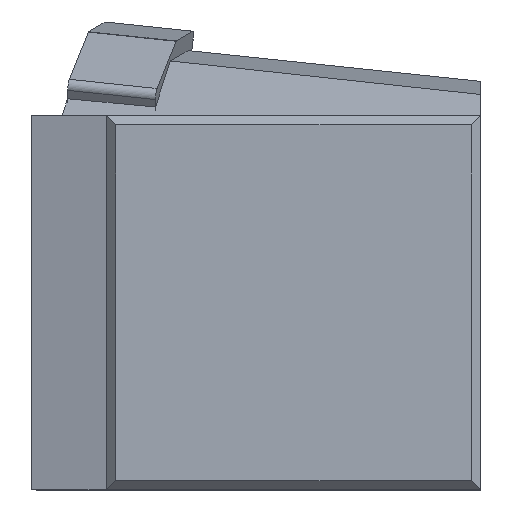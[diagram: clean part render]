
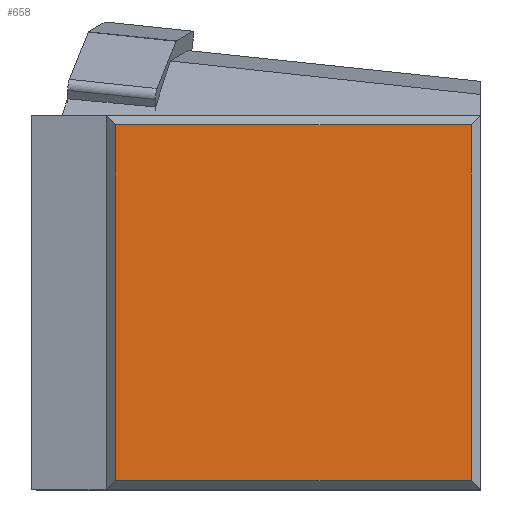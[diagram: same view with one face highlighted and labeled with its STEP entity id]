
A CAD part, left-side view. The second image highlights one B-rep face of the part: STEP entity #658.
In plain terms, the highlighted face is planar.
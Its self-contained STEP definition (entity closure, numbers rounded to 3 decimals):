
#104=DIRECTION('',(-1.,0.,0.));
#105=VECTOR('',#104,19.);
#106=CARTESIAN_POINT('',(19.5,19.5,0.));
#107=LINE('',#106,#105);
#111=DIRECTION('',(0.,1.,0.));
#112=VECTOR('',#111,19.);
#113=CARTESIAN_POINT('',(19.5,0.5,0.));
#114=LINE('',#113,#112);
#118=DIRECTION('',(1.,0.,0.));
#119=VECTOR('',#118,19.);
#120=CARTESIAN_POINT('',(0.5,0.5,0.));
#121=LINE('',#120,#119);
#125=DIRECTION('',(0.,-1.,0.));
#126=VECTOR('',#125,19.);
#127=CARTESIAN_POINT('',(0.5,19.5,0.));
#128=LINE('',#127,#126);
#573=CARTESIAN_POINT('',(19.5,19.5,0.));
#574=CARTESIAN_POINT('',(0.5,19.5,0.));
#575=VERTEX_POINT('',#573);
#576=VERTEX_POINT('',#574);
#583=CARTESIAN_POINT('',(0.5,0.5,0.));
#584=VERTEX_POINT('',#583);
#587=CARTESIAN_POINT('',(19.5,0.5,0.));
#588=VERTEX_POINT('',#587);
#643=CARTESIAN_POINT('',(0.,0.,0.));
#644=DIRECTION('',(0.,0.,-1.));
#645=DIRECTION('',(0.,1.,0.));
#646=AXIS2_PLACEMENT_3D('',#643,#644,#645);
#647=PLANE('',#646);
#649=ORIENTED_EDGE('',*,*,#648,.F.);
#651=ORIENTED_EDGE('',*,*,#650,.F.);
#653=ORIENTED_EDGE('',*,*,#652,.F.);
#655=ORIENTED_EDGE('',*,*,#654,.F.);
#656=EDGE_LOOP('',(#649,#651,#653,#655));
#657=FACE_OUTER_BOUND('',#656,.F.);
#648=EDGE_CURVE('',#575,#576,#107,.T.);
#650=EDGE_CURVE('',#588,#575,#114,.T.);
#652=EDGE_CURVE('',#584,#588,#121,.T.);
#654=EDGE_CURVE('',#576,#584,#128,.T.);
#658=ADVANCED_FACE('',(#657),#647,.F.);
